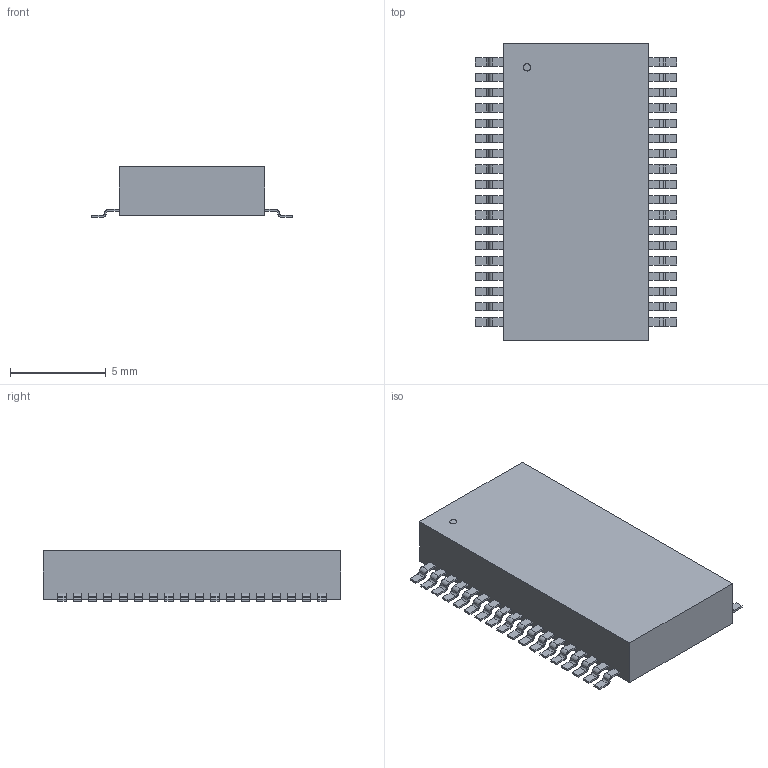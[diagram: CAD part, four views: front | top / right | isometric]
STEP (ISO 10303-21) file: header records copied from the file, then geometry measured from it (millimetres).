
FILE_DESCRIPTION(('STEP AP214'),'1');
FILE_NAME('21-0040_A364_MXM','2021-08-18T04:02:01',(''),(''),'','','');
FILE_SCHEMA(('AUTOMOTIVE_DESIGN'));
Length unit declared in the file: millimetre
Products named in the file (1): product
Bounding box: 10.52 x 15.54 x 2.64 mm (x, y, z)
Volume: 302.5 mm3; surface area: 420.2 mm2
Topology: 38 solids, 38 shells, 513 faces, 1311 edges, 874 vertices
Faces by surface type: plane 368, cylinder 145
Full cylindrical faces by diameter (mm): 0.38 x1
Entity records: 14800 total; most frequent: DIRECTION 2630, ORIENTED_EDGE 2620, CARTESIAN_POINT 1535, EDGE_CURVE 1310, LINE 1020, VECTOR 1020, VERTEX_POINT 874, AXIS2_PLACEMENT_3D 805
